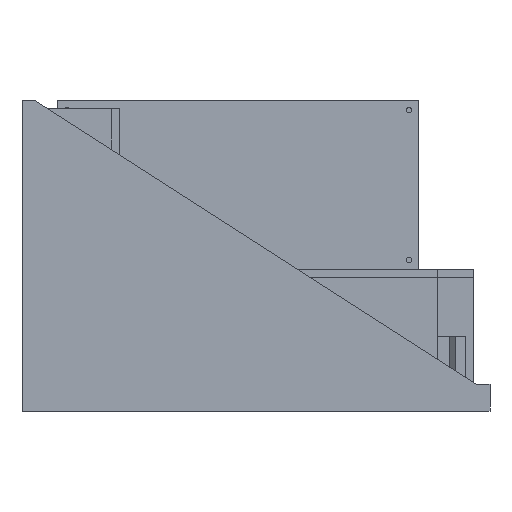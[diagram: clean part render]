
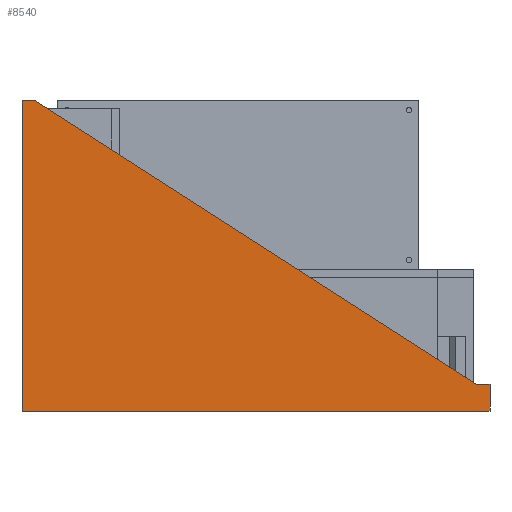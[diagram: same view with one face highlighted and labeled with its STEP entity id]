
A CAD part, left-side view. The second image highlights one B-rep face of the part: STEP entity #8540.
In plain terms, the highlighted planar face has unit normal (-1, 0, 0).
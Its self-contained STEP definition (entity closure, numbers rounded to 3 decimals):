
#768=FACE_OUTER_BOUND('',#1220,.T.);
#1220=EDGE_LOOP('',(#5946,#5947,#5948,#5949,#5950,#5951));
#1921=LINE('',#12162,#2864);
#1926=LINE('',#12171,#2869);
#1933=LINE('',#12184,#2876);
#1936=LINE('',#12192,#2879);
#1946=LINE('',#12210,#2889);
#1947=LINE('',#12212,#2890);
#2864=VECTOR('',#9846,10.);
#2869=VECTOR('',#9853,10.);
#2876=VECTOR('',#9864,10.);
#2879=VECTOR('',#9869,10.);
#2889=VECTOR('',#9889,10.);
#2890=VECTOR('',#9892,10.);
#3810=VERTEX_POINT('',#12159);
#3811=VERTEX_POINT('',#12161);
#3814=VERTEX_POINT('',#12169);
#3818=VERTEX_POINT('',#12182);
#3821=VERTEX_POINT('',#12189);
#3822=VERTEX_POINT('',#12191);
#4637=EDGE_CURVE('',#3810,#3811,#1921,.T.);
#4642=EDGE_CURVE('',#3814,#3810,#1926,.T.);
#4649=EDGE_CURVE('',#3818,#3814,#1933,.T.);
#4652=EDGE_CURVE('',#3822,#3821,#1936,.T.);
#4662=EDGE_CURVE('',#3822,#3818,#1946,.T.);
#4663=EDGE_CURVE('',#3821,#3811,#1947,.T.);
#5946=ORIENTED_EDGE('',*,*,#4652,.T.);
#5947=ORIENTED_EDGE('',*,*,#4663,.T.);
#5948=ORIENTED_EDGE('',*,*,#4637,.F.);
#5949=ORIENTED_EDGE('',*,*,#4642,.F.);
#5950=ORIENTED_EDGE('',*,*,#4649,.F.);
#5951=ORIENTED_EDGE('',*,*,#4662,.F.);
#8224=PLANE('',#9079);
#8540=ADVANCED_FACE('',(#768),#8224,.T.);
#9079=AXIS2_PLACEMENT_3D('',#12213,#9893,#9894);
#9846=DIRECTION('',(0.,-1.,0.));
#9853=DIRECTION('',(0.,-0.841,-0.54));
#9864=DIRECTION('',(0.,-1.,0.));
#9869=DIRECTION('',(0.,-1.,0.));
#9889=DIRECTION('',(0.,0.,1.));
#9892=DIRECTION('',(0.,0.,1.));
#9893=DIRECTION('center_axis',(-1.,0.,0.));
#9894=DIRECTION('ref_axis',(0.,-1.,0.));
#12159=CARTESIAN_POINT('',(0.,5.,10.));
#12161=CARTESIAN_POINT('',(0.,0.,10.));
#12162=CARTESIAN_POINT('',(0.,175.,10.));
#12169=CARTESIAN_POINT('',(0.,170.,116.));
#12171=CARTESIAN_POINT('',(0.,104.144,73.693));
#12182=CARTESIAN_POINT('',(0.,175.,116.));
#12184=CARTESIAN_POINT('',(0.,175.,116.));
#12189=CARTESIAN_POINT('',(0.,0.,0.));
#12191=CARTESIAN_POINT('',(0.,175.,0.));
#12192=CARTESIAN_POINT('',(0.,175.,0.));
#12210=CARTESIAN_POINT('',(0.,175.,0.));
#12212=CARTESIAN_POINT('',(0.,0.,0.));
#12213=CARTESIAN_POINT('Origin',(0.,175.,0.));
